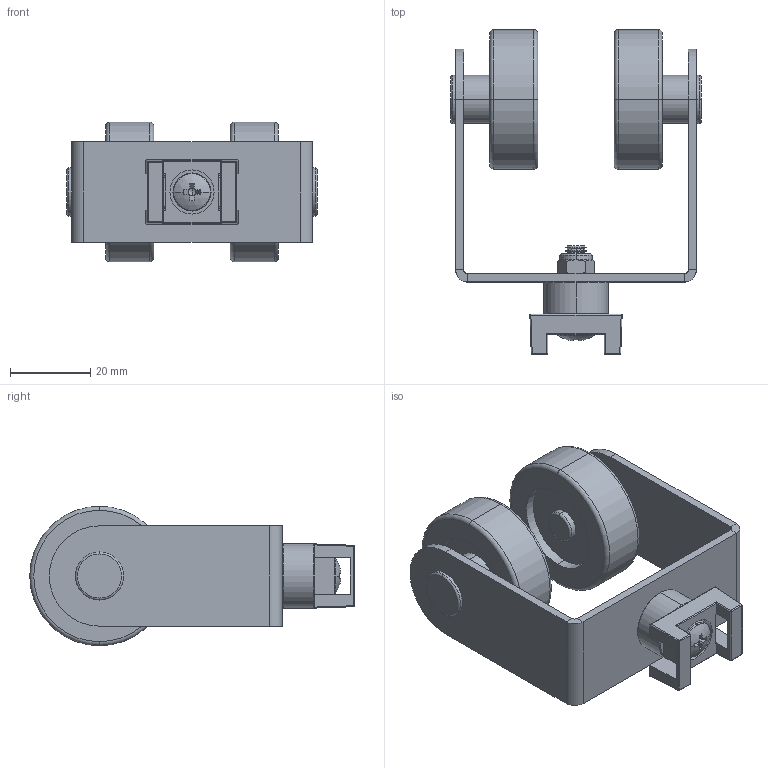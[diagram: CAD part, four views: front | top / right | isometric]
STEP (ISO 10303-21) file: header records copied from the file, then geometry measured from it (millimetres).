
FILE_DESCRIPTION (( 'STEP AP203' ), '1' );
FILE_NAME ('T85220.STEP', '2018-09-24T15:24:02', ( '' ), ( '' ), 'SwSTEP 2.0', 'SolidWorks 2016', '' );
FILE_SCHEMA (( 'CONFIG_CONTROL_DESIGN' ));
Length unit declared in the file: millimetre
Products named in the file (10): TH2624; Pan Head Cross Recess Screw_Doughty Fastners_ISO 7045 - M5 x 20 - Z --- 20S; S3025; S2920; TH1916; S3018; TH2623; TH2622; SW3dPS-nyloc nut, st stl a2 iso_M5 NYLOC; T85220
Assembly tree (12 placements, depth 3):
  T85220
    TH2624
      TH2622
      TH1916  x2
      S3018  x2
      S3025  x2
    TH2623
    S2920
    Pan Head Cross Recess Screw_Doughty Fastners_ISO 7045 - M5 x 20 - Z --- 20S
    SW3dPS-nyloc nut, st stl a2 iso_M5 NYLOC
Bounding box: 62.4 x 80.88 x 34.75 mm (x, y, z)
Volume: 33124.7 mm3; surface area: 22207.4 mm2
Topology: 11 solids, 11 shells, 360 faces, 876 edges, 533 vertices
Faces by surface type: cylinder 128, cone 116, plane 82, torus 24, sphere 10
Entity records: 10958 total; most frequent: DIRECTION 1870, CARTESIAN_POINT 1814, ORIENTED_EDGE 1604, EDGE_CURVE 802, AXIS2_PLACEMENT_3D 773, VERTEX_POINT 493, CIRCLE 430, EDGE_LOOP 349
